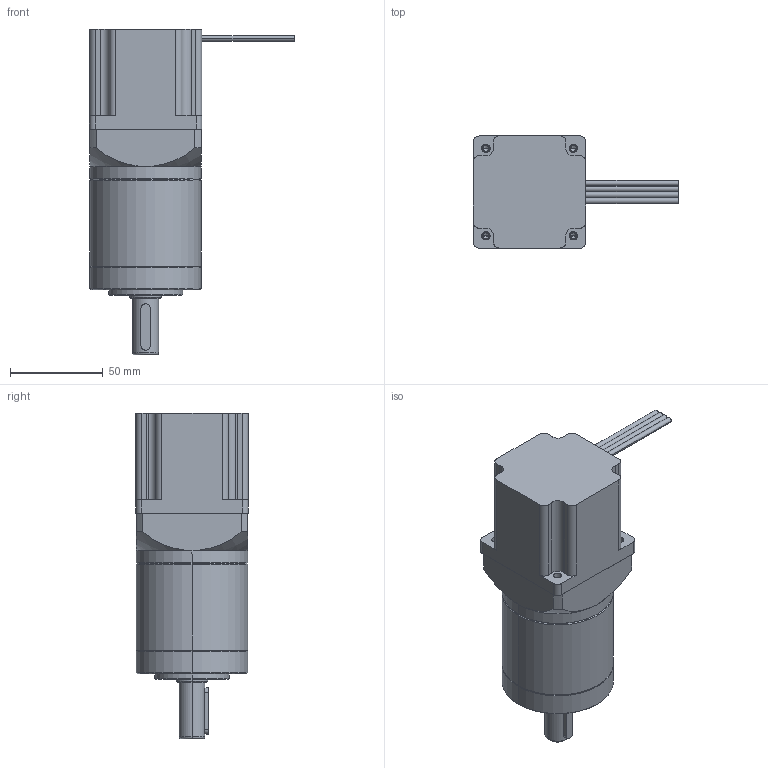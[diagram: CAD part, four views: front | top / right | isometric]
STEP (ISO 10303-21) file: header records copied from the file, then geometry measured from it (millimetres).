
FILE_DESCRIPTION (( 'STEP AP214' ), '1' );
FILE_NAME ('AM24HS2402-PG20.STEP', '2016-07-18T07:11:40', ( 'jrww' ), ( 'jrww' ), 'SwSTEP 2.0', 'SolidWorks 2011', '' );
FILE_SCHEMA (( 'AUTOMOTIVE_DESIGN' ));
Length unit declared in the file: millimetre
Products named in the file (1): AM24HS2402-PG20
Bounding box: 110.5 x 60.5 x 175.5 mm (x, y, z)
Volume: 427598.4 mm3; surface area: 52665.6 mm2
Topology: 2 solids, 2 shells, 201 faces, 477 edges, 287 vertices
Faces by surface type: cylinder 87, cone 58, plane 46, torus 6, sphere 4
Entity records: 5814 total; most frequent: DIRECTION 1085, CARTESIAN_POINT 1035, ORIENTED_EDGE 918, EDGE_CURVE 459, AXIS2_PLACEMENT_3D 435, VERTEX_POINT 287, EDGE_LOOP 234, CIRCLE 233
